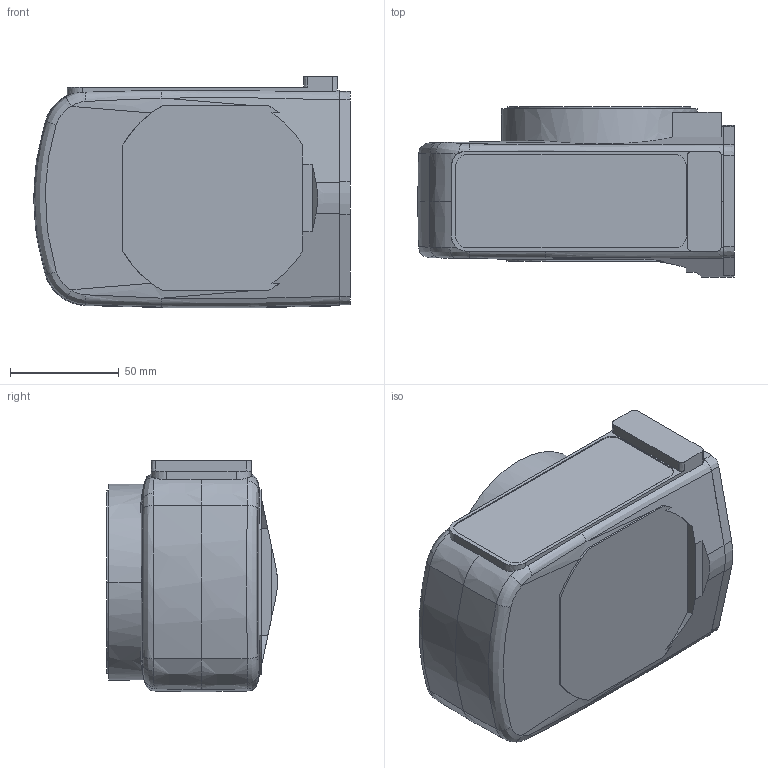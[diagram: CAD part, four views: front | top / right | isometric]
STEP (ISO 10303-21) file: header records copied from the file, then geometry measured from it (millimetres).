
FILE_DESCRIPTION (( 'STEP AP214' ), '1' );
FILE_NAME ('rv-6sdl_Wrist.STEP', '2021-06-29T17:09:30', ( '' ), ( '' ), 'SwSTEP 2.0', 'SolidWorks 2018', '' );
FILE_SCHEMA (( 'AUTOMOTIVE_DESIGN' ));
Length unit declared in the file: millimetre
Products named in the file (5): Wrist^rv-6sl_arm; RV-6S_J6_CRBRG_SPACER^RV-6S_J6_DRIVE_UNIT_ASM_Wrist_rv-6sl_arm; RV-6S_J6_DRIVE_UNIT_ASM^Wrist_rv-6sl_arm; RV-6S_WRIST^Wrist_rv-6sl_arm; rv-6sdl_Wrist
Assembly tree (4 placements, depth 4):
  rv-6sdl_Wrist
    Wrist^rv-6sl_arm
      RV-6S_J6_DRIVE_UNIT_ASM^Wrist_rv-6sl_arm
        RV-6S_J6_CRBRG_SPACER^RV-6S_J6_DRIVE_UNIT_ASM_Wrist_rv-6sl_arm
      RV-6S_WRIST^Wrist_rv-6sl_arm
Bounding box: 145.5 x 78.49 x 106.4 mm (x, y, z)
Volume: 888384.4 mm3; surface area: 70052.7 mm2
Topology: 2 solids, 2 shells, 100 faces, 266 edges, 172 vertices
Faces by surface type: bspline 100
Entity records: 5709 total; most frequent: CARTESIAN_POINT 3522, ORIENTED_EDGE 532, DIRECTION 272, EDGE_CURVE 266, VERTEX_POINT 172, LINE 122, VECTOR 122, EDGE_LOOP 102
